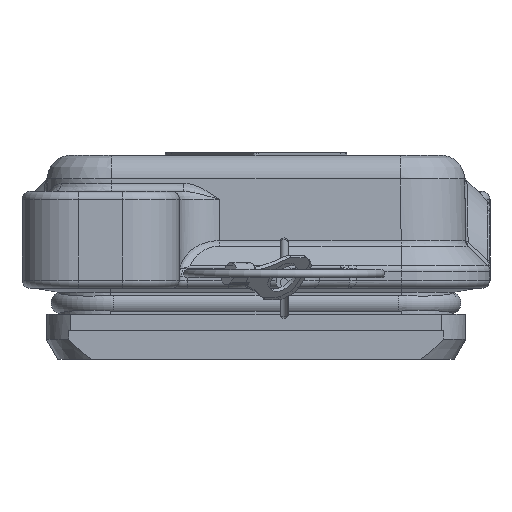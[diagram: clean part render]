
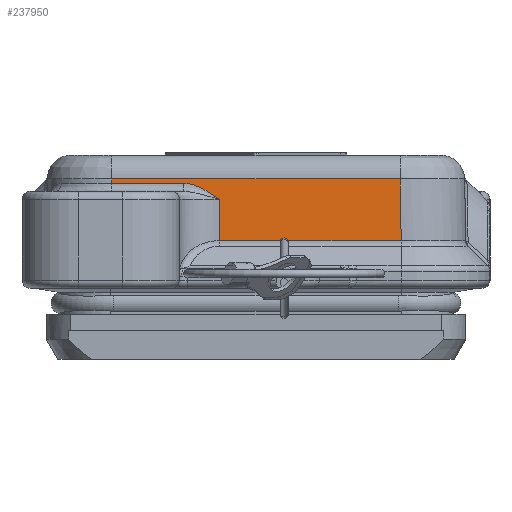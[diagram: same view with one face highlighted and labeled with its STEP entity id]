
A CAD part, left-side view. The second image highlights one B-rep face of the part: STEP entity #237950.
In plain terms, the highlighted face is planar.
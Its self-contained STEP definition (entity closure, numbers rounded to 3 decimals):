
#23300=CARTESIAN_POINT('',(157.289,-24.723,
-30.5));
#23310=VERTEX_POINT('',#23300);
#42330=CARTESIAN_POINT('',(157.478,-13.845,
-44.095));
#42340=DIRECTION('',(-0.017,-1.,
0.017));
#42350=VECTOR('',#42340,1.);
#42360=LINE('',#42330,#42350);
#42370=CARTESIAN_POINT('',(157.254,-26.688,
-43.871));
#42380=VERTEX_POINT('',#42370);
#42390=CARTESIAN_POINT('',(157.244,-27.258,
-43.861));
#42400=VERTEX_POINT('',#42390);
#42410=EDGE_CURVE('',#42380,#42400,#42360,.T.);
#51200=CARTESIAN_POINT('',(157.482,-13.619,
-30.5));
#51210=DIRECTION('',(0.017,1.,0.));
#51220=VECTOR('',#51210,1.);
#51230=LINE('',#51200,#51220);
#51240=CARTESIAN_POINT('',(157.378,-19.61,
-30.5));
#51250=VERTEX_POINT('',#51240);
#51260=EDGE_CURVE('',#23310,#51250,#51230,.T.);
#74850=CARTESIAN_POINT('',(157.378,-19.61,
-8.006));
#74860=VERTEX_POINT('',#74850);
#95420=CARTESIAN_POINT('',(157.244,-27.258,
-8.139));
#95430=VERTEX_POINT('',#95420);
#122710=CARTESIAN_POINT('',(157.478,-13.845,
-7.905));
#122720=DIRECTION('',(-0.017,-1.,
-0.017));
#122730=VECTOR('',#122720,1.);
#122740=LINE('',#122710,#122730);
#122750=EDGE_CURVE('',#74860,#95430,#122740,.T.);
#183580=CARTESIAN_POINT('',(157.244,-27.258,
-26.));
#183590=DIRECTION('',(0.,0.,-1.));
#183600=VECTOR('',#183590,1.);
#183610=LINE('',#183580,#183600);
#183620=EDGE_CURVE('',#95430,#42400,#183610,.T.);
#232580=CARTESIAN_POINT('',(157.254,-26.688,
-34.941));
#232590=VERTEX_POINT('',#232580);
#232620=CARTESIAN_POINT('',(157.289,-24.723,
-30.5));
#232630=CARTESIAN_POINT('',(157.289,-24.726,
-30.504));
#232640=CARTESIAN_POINT('',(157.288,-24.729,
-30.508));
#232650=CARTESIAN_POINT('',(157.288,-24.735,
-30.517));
#232660=CARTESIAN_POINT('',(157.288,-24.738,
-30.521));
#232670=CARTESIAN_POINT('',(157.288,-24.747,
-30.534));
#232680=CARTESIAN_POINT('',(157.288,-24.753,
-30.542));
#232690=CARTESIAN_POINT('',(157.288,-24.771,
-30.567));
#232700=CARTESIAN_POINT('',(157.288,-24.783,
-30.584));
#232710=CARTESIAN_POINT('',(157.287,-24.819,
-30.635));
#232720=CARTESIAN_POINT('',(157.287,-24.842,
-30.669));
#232730=CARTESIAN_POINT('',(157.285,-24.914,
-30.77));
#232740=CARTESIAN_POINT('',(157.284,-24.961,
-30.837));
#232750=CARTESIAN_POINT('',(157.283,-25.039,
-30.949));
#232760=CARTESIAN_POINT('',(157.283,-25.069,
-30.993));
#232770=CARTESIAN_POINT('',(157.281,-25.13,
-31.082));
#232780=CARTESIAN_POINT('',(157.281,-25.161,
-31.126));
#232790=CARTESIAN_POINT('',(157.279,-25.252,
-31.259));
#232800=CARTESIAN_POINT('',(157.278,-25.311,
-31.349));
#232810=CARTESIAN_POINT('',(157.277,-25.4,
-31.483));
#232820=CARTESIAN_POINT('',(157.276,-25.43,
-31.528));
#232830=CARTESIAN_POINT('',(157.275,-25.488,
-31.619));
#232840=CARTESIAN_POINT('',(157.275,-25.517,
-31.664));
#232850=CARTESIAN_POINT('',(157.274,-25.574,
-31.755));
#232860=CARTESIAN_POINT('',(157.273,-25.603,
-31.801));
#232870=CARTESIAN_POINT('',(157.272,-25.659,
-31.892));
#232880=CARTESIAN_POINT('',(157.272,-25.687,
-31.938));
#232890=CARTESIAN_POINT('',(157.271,-25.745,
-32.035));
#232900=CARTESIAN_POINT('',(157.27,-25.775,
-32.086));
#232910=CARTESIAN_POINT('',(157.269,-25.834,
-32.189));
#232920=CARTESIAN_POINT('',(157.269,-25.863,
-32.241));
#232930=CARTESIAN_POINT('',(157.268,-25.92,
-32.344));
#232940=CARTESIAN_POINT('',(157.267,-25.948,
-32.397));
#232950=CARTESIAN_POINT('',(157.266,-26.004,
-32.501));
#232960=CARTESIAN_POINT('',(157.266,-26.031,
-32.554));
#232970=CARTESIAN_POINT('',(157.265,-26.084,
-32.66));
#232980=CARTESIAN_POINT('',(157.264,-26.11,
-32.713));
#232990=CARTESIAN_POINT('',(157.264,-26.161,
-32.82));
#233000=CARTESIAN_POINT('',(157.263,-26.186,
-32.874));
#233010=CARTESIAN_POINT('',(157.262,-26.234,
-32.982));
#233020=CARTESIAN_POINT('',(157.262,-26.257,
-33.036));
#233030=CARTESIAN_POINT('',(157.261,-26.303,
-33.146));
#233040=CARTESIAN_POINT('',(157.261,-26.325,
-33.201));
#233050=CARTESIAN_POINT('',(157.26,-26.367,
-33.311));
#233060=CARTESIAN_POINT('',(157.26,-26.388,
-33.366));
#233070=CARTESIAN_POINT('',(157.259,-26.427,
-33.477));
#233080=CARTESIAN_POINT('',(157.259,-26.446,
-33.533));
#233090=CARTESIAN_POINT('',(157.258,-26.481,
-33.645));
#233100=CARTESIAN_POINT('',(157.258,-26.498,
-33.702));
#233110=CARTESIAN_POINT('',(157.257,-26.53,
-33.815));
#233120=CARTESIAN_POINT('',(157.257,-26.545,
-33.872));
#233130=CARTESIAN_POINT('',(157.256,-26.574,
-33.986));
#233140=CARTESIAN_POINT('',(157.256,-26.587,
-34.044));
#233150=CARTESIAN_POINT('',(157.256,-26.61,
-34.159));
#233160=CARTESIAN_POINT('',(157.255,-26.621,
-34.217));
#233170=CARTESIAN_POINT('',(157.255,-26.641,
-34.333));
#233180=CARTESIAN_POINT('',(157.255,-26.649,
-34.391));
#233190=CARTESIAN_POINT('',(157.255,-26.664,
-34.508));
#233200=CARTESIAN_POINT('',(157.255,-26.67,
-34.566));
#233210=CARTESIAN_POINT('',(157.255,-26.676,
-34.638));
#233220=CARTESIAN_POINT('',(157.254,-26.677,
-34.651));
#233230=CARTESIAN_POINT('',(157.254,-26.679,
-34.677));
#233240=CARTESIAN_POINT('',(157.254,-26.68,
-34.69));
#233250=CARTESIAN_POINT('',(157.254,-26.682,
-34.717));
#233260=CARTESIAN_POINT('',(157.254,-26.682,
-34.73));
#233270=CARTESIAN_POINT('',(157.254,-26.684,
-34.756));
#233280=CARTESIAN_POINT('',(157.254,-26.684,
-34.769));
#233290=CARTESIAN_POINT('',(157.254,-26.686,
-34.796));
#233300=CARTESIAN_POINT('',(157.254,-26.686,
-34.809));
#233310=CARTESIAN_POINT('',(157.254,-26.687,
-34.835));
#233320=CARTESIAN_POINT('',(157.254,-26.687,
-34.848));
#233330=CARTESIAN_POINT('',(157.254,-26.688,
-34.875));
#233340=CARTESIAN_POINT('',(157.254,-26.688,
-34.888));
#233350=CARTESIAN_POINT('',(157.254,-26.688,
-34.914));
#233360=CARTESIAN_POINT('',(157.254,-26.688,
-34.928));
#233370=CARTESIAN_POINT('',(157.254,-26.688,
-34.941));
#233380=B_SPLINE_CURVE_WITH_KNOTS('',3,(#232620,#232630,#232640,#232650,
#232660,#232670,#232680,#232690,#232700,#232710,#232720,#232730,#232740,
#232750,#232760,#232770,#232780,#232790,#232800,#232810,#232820,#232830,
#232840,#232850,#232860,#232870,#232880,#232890,#232900,#232910,#232920,
#232930,#232940,#232950,#232960,#232970,#232980,#232990,#233000,#233010,
#233020,#233030,#233040,#233050,#233060,#233070,#233080,#233090,#233100,
#233110,#233120,#233130,#233140,#233150,#233160,#233170,#233180,#233190,
#233200,#233210,#233220,#233230,#233240,#233250,#233260,#233270,#233280,
#233290,#233300,#233310,#233320,#233330,#233340,#233350,#233360,#233370)
,.UNSPECIFIED.,.F.,.F.,(4,2,2,2,2,2,2,2,2,2,2,2,2,2,2,2,2,2,2,2,2,2,2,2,
2,2,2,2,2,2,2,2,2,2,2,2,2,4),(0.,0.016,0.032,
0.063,0.127,0.254,0.507
,0.671,0.836,1.163,1.326,
1.489,1.651,1.812,1.989,
2.165,2.341,2.515,2.688,
2.86,3.03,3.2,3.367,
3.533,3.697,3.861,4.022,
4.182,4.341,4.498,4.533,
4.568,4.603,4.638,4.672,
4.707,4.742,4.777),.UNSPECIFIED.);
#233390=EDGE_CURVE('',#23310,#232590,#233380,.T.);
#236630=CARTESIAN_POINT('',(157.254,-26.688,
-30.82));
#236640=DIRECTION('',(0.,0.,-1.));
#236650=VECTOR('',#236640,1.);
#236660=LINE('',#236630,#236650);
#236670=EDGE_CURVE('',#232590,#42380,#236660,.T.);
#237690=CARTESIAN_POINT('',(157.122,-34.279,
-25.903));
#237700=DIRECTION('',(-1.,0.017,0.));
#237710=DIRECTION('',(0.017,1.,0.));
#237720=AXIS2_PLACEMENT_3D('',#237690,#237700,#237710);
#237730=PLANE('',#237720);
#237740=ORIENTED_EDGE('',*,*,#51260,.T.);
#237750=ORIENTED_EDGE('',*,*,#233390,.F.);
#237760=ORIENTED_EDGE('',*,*,#236670,.F.);
#237770=ORIENTED_EDGE('',*,*,#42410,.F.);
#237780=ORIENTED_EDGE('',*,*,#183620,.T.);
#237790=ORIENTED_EDGE('',*,*,#122750,.T.);
#237800=CARTESIAN_POINT('',(157.378,-19.61,
-30.5));
#237810=CARTESIAN_POINT('',(157.378,-19.61,
-30.442));
#237820=CARTESIAN_POINT('',(157.378,-19.61,
-30.383));
#237830=CARTESIAN_POINT('',(157.378,-19.61,
-26.65));
#237840=CARTESIAN_POINT('',(157.378,-19.61,
-22.975));
#237850=CARTESIAN_POINT('',(157.378,-19.61,
-15.594));
#237860=CARTESIAN_POINT('',(157.378,-19.61,
-11.887));
#237870=CARTESIAN_POINT('',(157.378,-19.61,
-8.122));
#237880=CARTESIAN_POINT('',(157.378,-19.61,
-8.064));
#237890=CARTESIAN_POINT('',(157.378,-19.61,
-8.006));
#237900=B_SPLINE_CURVE_WITH_KNOTS('',3,(#237800,#237810,#237820,#237830,
#237840,#237850,#237860,#237870,#237880,#237890),.UNSPECIFIED.,.F.,.F.,(
4,2,2,2,4),(0.,0.175,11.2,22.319,
22.497),.UNSPECIFIED.);
#237910=EDGE_CURVE('',#51250,#74860,#237900,.T.);
#237920=ORIENTED_EDGE('',*,*,#237910,.T.);
#237930=EDGE_LOOP('',(#237920,#237790,#237780,#237770,#237760,#237750,
#237740));
#237940=FACE_OUTER_BOUND('',#237930,.T.);
#237950=ADVANCED_FACE('',(#237940),#237730,.F.);
